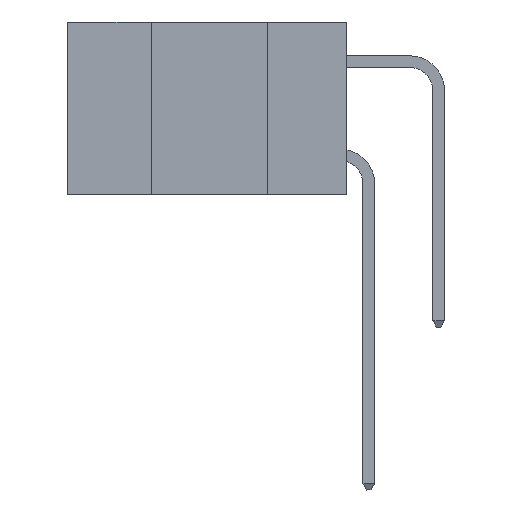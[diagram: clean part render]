
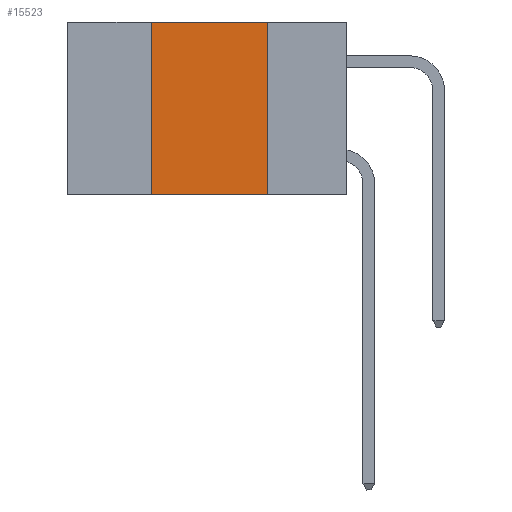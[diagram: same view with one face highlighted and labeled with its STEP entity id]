
A CAD part, left-side view. The second image highlights one B-rep face of the part: STEP entity #15523.
In plain terms, the highlighted planar face has unit normal (-1, 0, 0).
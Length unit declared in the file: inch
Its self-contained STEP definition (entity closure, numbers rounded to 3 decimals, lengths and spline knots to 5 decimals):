
#1370 = EDGE_CURVE ( 'NONE', #4437, #6049, #7375, .T. ) ;
#1580 = DIRECTION ( 'NONE',  ( 0., 0., -1. ) ) ;
#2492 = CARTESIAN_POINT ( 'NONE',  ( 0., 0.17, -0.37 ) ) ;
#2606 = EDGE_CURVE ( 'NONE', #20353, #4437, #19471, .T. ) ;
#3785 = DIRECTION ( 'NONE',  ( 0., 0., 1. ) ) ;
#4200 = EDGE_CURVE ( 'NONE', #20353, #20835, #6933, .T. ) ;
#4437 = VERTEX_POINT ( 'NONE', #17912 ) ;
#4674 = EDGE_CURVE ( 'NONE', #6049, #20835, #18927, .T. ) ;
#4810 = VECTOR ( 'NONE', #20294, 39.37008 ) ;
#6049 = VERTEX_POINT ( 'NONE', #15740 ) ;
#6933 = LINE ( 'NONE', #20761, #15805 ) ;
#7375 = LINE ( 'NONE', #11274, #21497 ) ;
#10768 = CARTESIAN_POINT ( 'NONE',  ( 0., 0.42, 0. ) ) ;
#11126 = ORIENTED_EDGE ( 'NONE', *, *, #1370, .F. ) ;
#11274 = CARTESIAN_POINT ( 'NONE',  ( 0., 0.6, 0. ) ) ;
#11353 = DIRECTION ( 'NONE',  ( 0., -1., 0. ) ) ;
#12108 = FACE_OUTER_BOUND ( 'NONE', #13190, .T. ) ;
#12133 = DIRECTION ( 'NONE',  ( 1., 0., 0. ) ) ;
#13190 = EDGE_LOOP ( 'NONE', ( #19520, #11126, #17553, #20827 ) ) ;
#13386 = CARTESIAN_POINT ( 'NONE',  ( 0., 0.42, -0.37 ) ) ;
#14220 = VECTOR ( 'NONE', #3785, 39.37008 ) ;
#15523 = ADVANCED_FACE ( 'NONE', ( #12108 ), #22748, .F. ) ;
#15652 = AXIS2_PLACEMENT_3D ( 'NONE', #17429, #12133, #1580 ) ;
#15740 = CARTESIAN_POINT ( 'NONE',  ( 0., 0.17, 0. ) ) ;
#15805 = VECTOR ( 'NONE', #22558, 39.37008 ) ;
#17429 = CARTESIAN_POINT ( 'NONE',  ( 0., 0.6, 0. ) ) ;
#17553 = ORIENTED_EDGE ( 'NONE', *, *, #2606, .F. ) ;
#17912 = CARTESIAN_POINT ( 'NONE',  ( 0., 0.42, 0. ) ) ;
#18927 = LINE ( 'NONE', #22080, #4810 ) ;
#19471 = LINE ( 'NONE', #10768, #14220 ) ;
#19520 = ORIENTED_EDGE ( 'NONE', *, *, #4674, .F. ) ;
#20294 = DIRECTION ( 'NONE',  ( 0., 0., -1. ) ) ;
#20353 = VERTEX_POINT ( 'NONE', #13386 ) ;
#20761 = CARTESIAN_POINT ( 'NONE',  ( 0., 0.6, -0.37 ) ) ;
#20827 = ORIENTED_EDGE ( 'NONE', *, *, #4200, .T. ) ;
#20835 = VERTEX_POINT ( 'NONE', #2492 ) ;
#21497 = VECTOR ( 'NONE', #11353, 39.37008 ) ;
#22080 = CARTESIAN_POINT ( 'NONE',  ( 0., 0.17, 0. ) ) ;
#22558 = DIRECTION ( 'NONE',  ( 0., -1., 0. ) ) ;
#22748 = PLANE ( 'NONE',  #15652 ) ;
